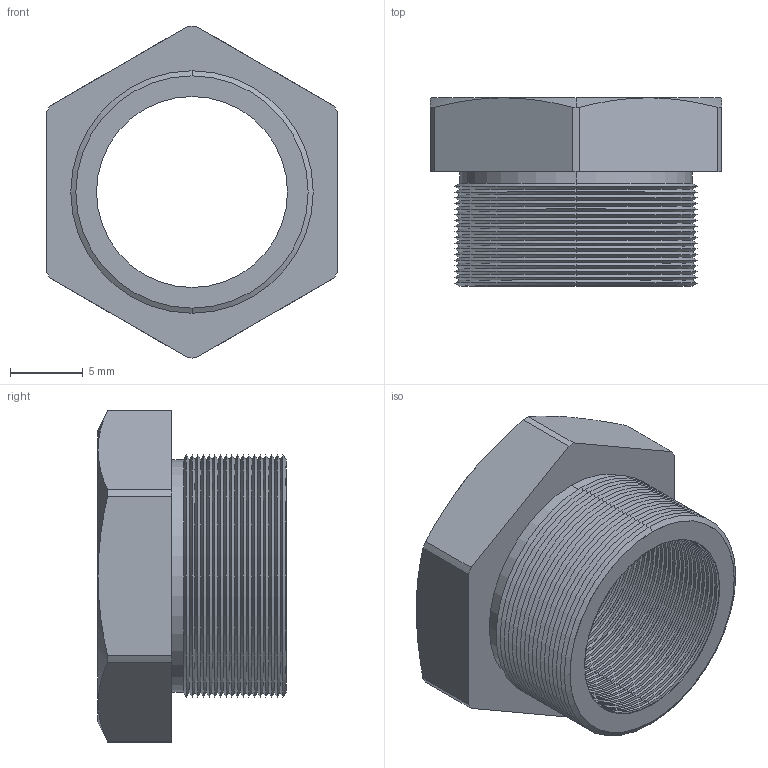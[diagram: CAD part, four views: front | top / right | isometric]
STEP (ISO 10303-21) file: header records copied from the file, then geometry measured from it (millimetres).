
FILE_DESCRIPTION (( 'STEP AP203' ), '1' );
FILE_NAME ('RM-4032-SS.STEP', '2006-04-17T07:09:33', ( 'bay06' ), ( '' ), 'SwSTEP 2.0', 'SolidWorks 2008', '' );
FILE_SCHEMA (( 'CONFIG_CONTROL_DESIGN' ));
Length unit declared in the file: inch
Products named in the file (1): RM-4032-SS
Bounding box: 20.07 x 12.95 x 22.88 mm (x, y, z)
Volume: 1614.1 mm3; surface area: 2611 mm2
Topology: 1 solids, 1 shells, 287 faces, 586 edges, 302 vertices
Faces by surface type: cone 203, cylinder 75, plane 9
Entity records: 7425 total; most frequent: DIRECTION 1440, CARTESIAN_POINT 1240, ORIENTED_EDGE 1172, EDGE_CURVE 586, AXIS2_PLACEMENT_3D 578, VERTEX_POINT 302, EDGE_LOOP 290, CIRCLE 290
